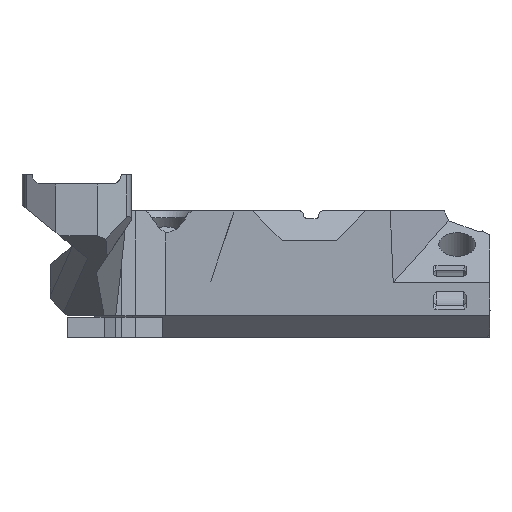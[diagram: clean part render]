
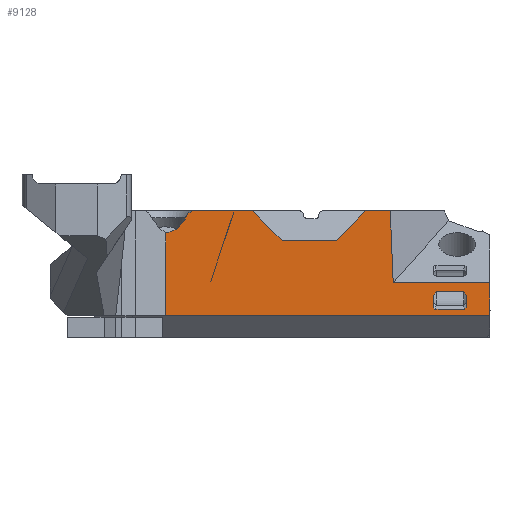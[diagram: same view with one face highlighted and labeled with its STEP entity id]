
A CAD part, front view. The second image highlights one B-rep face of the part: STEP entity #9128.
In plain terms, the highlighted planar face has unit normal (0, -1, 0).
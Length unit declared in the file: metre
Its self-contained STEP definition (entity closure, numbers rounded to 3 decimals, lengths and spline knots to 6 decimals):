
#34=B_SPLINE_CURVE_WITH_KNOTS('',3,(#12728,#12729,#12730,#12731),
 .UNSPECIFIED.,.F.,.F.,(4,4),(0.,1.),.UNSPECIFIED.);
#245=ELLIPSE('',#9633,0.005445,0.0035);
#577=ORIENTED_EDGE('',*,*,#3173,.T.);
#578=ORIENTED_EDGE('',*,*,#3174,.T.);
#579=ORIENTED_EDGE('',*,*,#3175,.T.);
#580=ORIENTED_EDGE('',*,*,#3176,.F.);
#581=ORIENTED_EDGE('',*,*,#3177,.T.);
#582=ORIENTED_EDGE('',*,*,#3178,.T.);
#583=ORIENTED_EDGE('',*,*,#3179,.T.);
#584=ORIENTED_EDGE('',*,*,#3180,.F.);
#585=ORIENTED_EDGE('',*,*,#3181,.T.);
#586=ORIENTED_EDGE('',*,*,#3182,.T.);
#587=ORIENTED_EDGE('',*,*,#3183,.T.);
#588=ORIENTED_EDGE('',*,*,#3184,.F.);
#589=ORIENTED_EDGE('',*,*,#3185,.T.);
#590=ORIENTED_EDGE('',*,*,#3186,.F.);
#591=ORIENTED_EDGE('',*,*,#3187,.T.);
#592=ORIENTED_EDGE('',*,*,#3188,.F.);
#593=ORIENTED_EDGE('',*,*,#3189,.F.);
#594=ORIENTED_EDGE('',*,*,#3190,.F.);
#595=ORIENTED_EDGE('',*,*,#3191,.T.);
#596=ORIENTED_EDGE('',*,*,#3192,.T.);
#597=ORIENTED_EDGE('',*,*,#3193,.T.);
#598=ORIENTED_EDGE('',*,*,#3194,.T.);
#3173=EDGE_CURVE('',#4493,#4494,#5432,.T.);
#3174=EDGE_CURVE('',#4494,#4495,#34,.T.);
#3175=EDGE_CURVE('',#4495,#4496,#245,.T.);
#3176=EDGE_CURVE('',#4497,#4496,#5433,.T.);
#3177=EDGE_CURVE('',#4497,#4498,#5434,.T.);
#3178=EDGE_CURVE('',#4498,#4499,#5435,.T.);
#3179=EDGE_CURVE('',#4499,#4500,#5436,.T.);
#3180=EDGE_CURVE('',#4501,#4500,#5437,.T.);
#3181=EDGE_CURVE('',#4501,#4502,#5438,.T.);
#3182=EDGE_CURVE('',#4502,#4503,#5439,.T.);
#3183=EDGE_CURVE('',#4503,#4504,#5440,.T.);
#3184=EDGE_CURVE('',#4505,#4504,#5441,.T.);
#3185=EDGE_CURVE('',#4505,#4506,#5442,.T.);
#3186=EDGE_CURVE('',#4493,#4506,#5443,.T.);
#3187=EDGE_CURVE('',#4507,#4508,#5444,.T.);
#3188=EDGE_CURVE('',#4509,#4508,#5445,.T.);
#3189=EDGE_CURVE('',#4510,#4509,#5446,.T.);
#3190=EDGE_CURVE('',#4511,#4510,#5447,.T.);
#3191=EDGE_CURVE('',#4511,#4512,#5448,.T.);
#3192=EDGE_CURVE('',#4512,#4513,#5449,.T.);
#3193=EDGE_CURVE('',#4513,#4514,#5450,.T.);
#3194=EDGE_CURVE('',#4514,#4507,#5451,.T.);
#4493=VERTEX_POINT('',#12726);
#4494=VERTEX_POINT('',#12727);
#4495=VERTEX_POINT('',#12732);
#4496=VERTEX_POINT('',#12734);
#4497=VERTEX_POINT('',#12736);
#4498=VERTEX_POINT('',#12738);
#4499=VERTEX_POINT('',#12740);
#4500=VERTEX_POINT('',#12742);
#4501=VERTEX_POINT('',#12744);
#4502=VERTEX_POINT('',#12746);
#4503=VERTEX_POINT('',#12748);
#4504=VERTEX_POINT('',#12750);
#4505=VERTEX_POINT('',#12752);
#4506=VERTEX_POINT('',#12754);
#4507=VERTEX_POINT('',#12757);
#4508=VERTEX_POINT('',#12758);
#4509=VERTEX_POINT('',#12760);
#4510=VERTEX_POINT('',#12762);
#4511=VERTEX_POINT('',#12764);
#4512=VERTEX_POINT('',#12766);
#4513=VERTEX_POINT('',#12768);
#4514=VERTEX_POINT('',#12770);
#5432=LINE('',#12725,#6610);
#5433=LINE('',#12735,#6611);
#5434=LINE('',#12737,#6612);
#5435=LINE('',#12739,#6613);
#5436=LINE('',#12741,#6614);
#5437=LINE('',#12743,#6615);
#5438=LINE('',#12745,#6616);
#5439=LINE('',#12747,#6617);
#5440=LINE('',#12749,#6618);
#5441=LINE('',#12751,#6619);
#5442=LINE('',#12753,#6620);
#5443=LINE('',#12755,#6621);
#5444=LINE('',#12756,#6622);
#5445=LINE('',#12759,#6623);
#5446=LINE('',#12761,#6624);
#5447=LINE('',#12763,#6625);
#5448=LINE('',#12765,#6626);
#5449=LINE('',#12767,#6627);
#5450=LINE('',#12769,#6628);
#5451=LINE('',#12771,#6629);
#6610=VECTOR('',#10399,1.);
#6611=VECTOR('',#10402,1.);
#6612=VECTOR('',#10403,1.);
#6613=VECTOR('',#10404,1.);
#6614=VECTOR('',#10405,1.);
#6615=VECTOR('',#10406,1.);
#6616=VECTOR('',#10407,1.);
#6617=VECTOR('',#10408,1.);
#6618=VECTOR('',#10409,1.);
#6619=VECTOR('',#10410,1.);
#6620=VECTOR('',#10411,1.);
#6621=VECTOR('',#10412,1.);
#6622=VECTOR('',#10413,1.);
#6623=VECTOR('',#10414,1.);
#6624=VECTOR('',#10415,1.);
#6625=VECTOR('',#10416,1.);
#6626=VECTOR('',#10417,1.);
#6627=VECTOR('',#10418,1.);
#6628=VECTOR('',#10419,1.);
#6629=VECTOR('',#10420,1.);
#7717=EDGE_LOOP('',(#577,#578,#579,#580,#581,#582,#583,#584,#585,#586,#587,
#588,#589,#590));
#7718=EDGE_LOOP('',(#591,#592,#593,#594,#595,#596,#597,#598));
#8239=FACE_BOUND('',#7717,.T.);
#8240=FACE_BOUND('',#7718,.T.);
#8748=PLANE('',#9632);
#9128=ADVANCED_FACE('',(#8239,#8240),#8748,.F.);
#9632=AXIS2_PLACEMENT_3D('',#12724,#10397,#10398);
#9633=AXIS2_PLACEMENT_3D('',#12733,#10400,#10401);
#10397=DIRECTION('',(0.,1.,0.));
#10398=DIRECTION('',(0.,0.,1.));
#10399=DIRECTION('',(-1.,0.,0.));
#10400=DIRECTION('',(0.,1.,0.));
#10401=DIRECTION('',(0.,0.,-1.));
#10402=DIRECTION('',(0.,0.,1.));
#10403=DIRECTION('',(-0.999,0.,-0.046));
#10404=DIRECTION('',(0.,0.,-1.));
#10405=DIRECTION('',(1.,0.,0.));
#10406=DIRECTION('',(0.,0.,-1.));
#10407=DIRECTION('',(-1.,0.,0.));
#10408=DIRECTION('',(-0.041,0.,0.999));
#10409=DIRECTION('',(-1.,0.,0.));
#10410=DIRECTION('',(0.707,0.,0.707));
#10411=DIRECTION('',(-1.,0.,0.));
#10412=DIRECTION('',(0.707,0.,-0.707));
#10413=DIRECTION('',(0.,0.,-1.));
#10414=DIRECTION('',(0.705,0.,0.709));
#10415=DIRECTION('',(1.,0.,0.));
#10416=DIRECTION('',(0.705,0.,-0.709));
#10417=DIRECTION('',(0.,0.,1.));
#10418=DIRECTION('',(0.707,0.,0.707));
#10419=DIRECTION('',(1.,0.,0.));
#10420=DIRECTION('',(0.707,0.,-0.707));
#12724=CARTESIAN_POINT('',(-0.020067,-0.000624,0.056547));
#12725=CARTESIAN_POINT('',(-0.010001,-0.000624,0.071665));
#12726=CARTESIAN_POINT('',(-0.007499,-0.000624,0.071665));
#12727=CARTESIAN_POINT('',(-0.015202,-0.000624,0.071665));
#12728=CARTESIAN_POINT('',(-0.015202,-0.000624,0.071665));
#12729=CARTESIAN_POINT('',(-0.01539,-0.000624,0.071547));
#12730=CARTESIAN_POINT('',(-0.015578,-0.000624,0.071429));
#12731=CARTESIAN_POINT('',(-0.015766,-0.000624,0.071312));
#12732=CARTESIAN_POINT('',(-0.015766,-0.000619,0.07131));
#12733=CARTESIAN_POINT('',(-0.018701,-0.000624,0.074278));
#12734=CARTESIAN_POINT('',(-0.018614,-0.000624,0.068835));
#12735=CARTESIAN_POINT('',(-0.018614,-0.000624,0.076525));
#12736=CARTESIAN_POINT('',(-0.018614,-0.000624,0.062756));
#12737=CARTESIAN_POINT('',(-0.01598,-0.000624,0.062877));
#12738=CARTESIAN_POINT('',(-0.018628,-0.000624,0.062756));
#12739=CARTESIAN_POINT('',(-0.018628,-0.000624,0.076525));
#12740=CARTESIAN_POINT('',(-0.018628,-0.000624,0.058261));
#12741=CARTESIAN_POINT('',(-0.020067,-0.000624,0.058261));
#12742=CARTESIAN_POINT('',(0.02292,-0.000624,0.058261));
#12743=CARTESIAN_POINT('',(0.02292,-0.000624,0.062231));
#12744=CARTESIAN_POINT('',(0.02292,-0.000624,0.062479));
#12745=CARTESIAN_POINT('',(-0.020067,-0.000624,0.062479));
#12746=CARTESIAN_POINT('',(0.010524,-0.000624,0.062479));
#12747=CARTESIAN_POINT('',(0.010335,-0.000624,0.06704));
#12748=CARTESIAN_POINT('',(0.010144,-0.000624,0.071664));
#12749=CARTESIAN_POINT('',(-0.010001,-0.000624,0.071665));
#12750=CARTESIAN_POINT('',(0.007029,-0.000624,0.071664));
#12751=CARTESIAN_POINT('',(-0.003678,-0.000624,0.060957));
#12752=CARTESIAN_POINT('',(0.003229,-0.000624,0.067864));
#12753=CARTESIAN_POINT('',(-0.010276,-0.000624,0.067865));
#12754=CARTESIAN_POINT('',(-0.003699,-0.000624,0.067865));
#12755=CARTESIAN_POINT('',(-0.006582,-0.000624,0.070748));
#12756=CARTESIAN_POINT('',(0.019934,-0.000624,0.060027));
#12757=CARTESIAN_POINT('',(0.019934,-0.000624,0.060879));
#12758=CARTESIAN_POINT('',(0.019934,-0.000624,0.059313));
#12759=CARTESIAN_POINT('',(-0.001347,-0.000624,0.037923));
#12760=CARTESIAN_POINT('',(0.0197,-0.000624,0.059079));
#12761=CARTESIAN_POINT('',(0.017784,-0.000624,0.059079));
#12762=CARTESIAN_POINT('',(0.015868,-0.000624,0.059079));
#12763=CARTESIAN_POINT('',(-0.000741,-0.000624,
0.075773));
#12764=CARTESIAN_POINT('',(0.015634,-0.000624,0.059313));
#12765=CARTESIAN_POINT('',(0.015634,-0.000624,0.060349));
#12766=CARTESIAN_POINT('',(0.015634,-0.000624,0.060879));
#12767=CARTESIAN_POINT('',(0.015834,-0.000624,0.061079));
#12768=CARTESIAN_POINT('',(0.016034,-0.000624,0.061279));
#12769=CARTESIAN_POINT('',(0.017784,-0.000624,0.061279));
#12770=CARTESIAN_POINT('',(0.019534,-0.000624,0.061279));
#12771=CARTESIAN_POINT('',(0.019734,-0.000624,0.061079));
